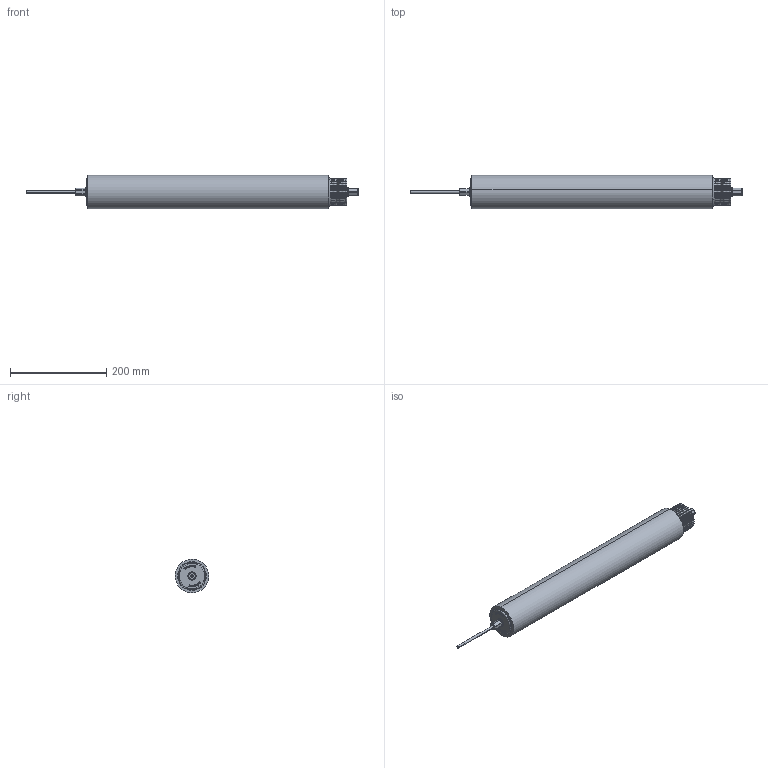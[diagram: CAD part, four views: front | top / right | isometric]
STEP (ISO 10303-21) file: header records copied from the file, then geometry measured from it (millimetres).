
FILE_DESCRIPTION (( 'STEP AP214' ), '1' );
FILE_NAME ('PM605KTxxxxxxxXV(x)S (H;4.75).STEP', '2021-09-01T10:14:49', ( '' ), ( '' ), 'SwSTEP 2.0', 'SolidWorks 2020', '' );
FILE_SCHEMA (( 'AUTOMOTIVE_DESIGN' ));
Length unit declared in the file: millimetre
Products named in the file (1): PM605KTxxxxxxxXV(x)S (H;4.75)
Bounding box: 691 x 69.96 x 69.96 mm (x, y, z)
Volume: 2034401.1 mm3; surface area: 133213.7 mm2
Topology: 1 solids, 1 shells, 473 faces, 1112 edges, 679 vertices
Faces by surface type: plane 178, torus 116, bspline 88, cone 56, cylinder 35
Entity records: 22966 total; most frequent: CARTESIAN_POINT 7287, ORIENTED_EDGE 2224, DIRECTION 2039, EDGE_CURVE 1112, AXIS2_PLACEMENT_3D 735, VERTEX_POINT 679, LINE 569, VECTOR 569
